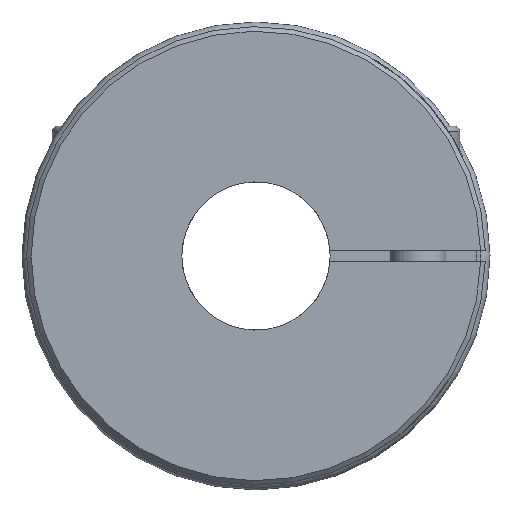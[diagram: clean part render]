
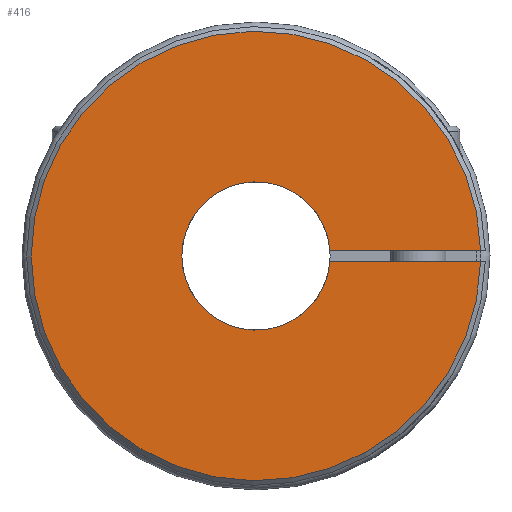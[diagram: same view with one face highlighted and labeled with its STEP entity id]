
A CAD part, left-side view. The second image highlights one B-rep face of the part: STEP entity #416.
In plain terms, the highlighted planar face has unit normal (-1, 0, 0).
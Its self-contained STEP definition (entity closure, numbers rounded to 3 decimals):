
#416 = ADVANCED_FACE( '', ( #913 ), #914, .F. );
#913 = FACE_OUTER_BOUND( '', #1404, .T. );
#914 = PLANE( '', #1405 );
#1404 = EDGE_LOOP( '', ( #2344, #2345, #2346, #2347 ) );
#1405 = AXIS2_PLACEMENT_3D( '', #2348, #2349, #2350 );
#2344 = ORIENTED_EDGE( '', *, *, #2601, .T. );
#2345 = ORIENTED_EDGE( '', *, *, #2596, .T. );
#2346 = ORIENTED_EDGE( '', *, *, #2678, .T. );
#2347 = ORIENTED_EDGE( '', *, *, #2693, .T. );
#2348 = CARTESIAN_POINT( '', ( -53., 0., 0. ) );
#2349 = DIRECTION( '', ( 1., 0., 0. ) );
#2350 = DIRECTION( '', ( 0., 0., 1. ) );
#2596 = EDGE_CURVE( '', #3067, #3069, #3071, .T. );
#2601 = EDGE_CURVE( '', #3077, #3067, #3078, .T. );
#2678 = EDGE_CURVE( '', #3069, #3175, #3176, .T. );
#2693 = EDGE_CURVE( '', #3175, #3077, #3191, .T. );
#3067 = VERTEX_POINT( '', #4884 );
#3069 = VERTEX_POINT( '', #4887 );
#3071 = CIRCLE( '', #4890, 48.5 );
#3077 = VERTEX_POINT( '', #4897 );
#3078 = LINE( '', #4898, #4899 );
#3175 = VERTEX_POINT( '', #5299 );
#3176 = LINE( '', #5300, #5301 );
#3191 = CIRCLE( '', #5318, 16. );
#4884 = CARTESIAN_POINT( '', ( -53., -48.485, 1.2 ) );
#4887 = CARTESIAN_POINT( '', ( -53., -48.485, -1.2 ) );
#4890 = AXIS2_PLACEMENT_3D( '', #5652, #5653, #5654 );
#4897 = CARTESIAN_POINT( '', ( -53., -15.955, 1.2 ) );
#4898 = CARTESIAN_POINT( '', ( -53., -21.967, 1.2 ) );
#4899 = VECTOR( '', #5659, 1000. );
#5299 = CARTESIAN_POINT( '', ( -53., -15.955, -1.2 ) );
#5300 = CARTESIAN_POINT( '', ( -53., -21.967, -1.2 ) );
#5301 = VECTOR( '', #5739, 1000. );
#5318 = AXIS2_PLACEMENT_3D( '', #5748, #5749, #5750 );
#5652 = CARTESIAN_POINT( '', ( -53., 0., 0. ) );
#5653 = DIRECTION( '', ( -1., 0., 0. ) );
#5654 = DIRECTION( '', ( 0., 1., 0. ) );
#5659 = DIRECTION( '', ( 0., -1., 0. ) );
#5739 = DIRECTION( '', ( 0., 1., 0. ) );
#5748 = CARTESIAN_POINT( '', ( -53., 0., 0. ) );
#5749 = DIRECTION( '', ( 1., 0., 0. ) );
#5750 = DIRECTION( '', ( 0., -1., 0. ) );
